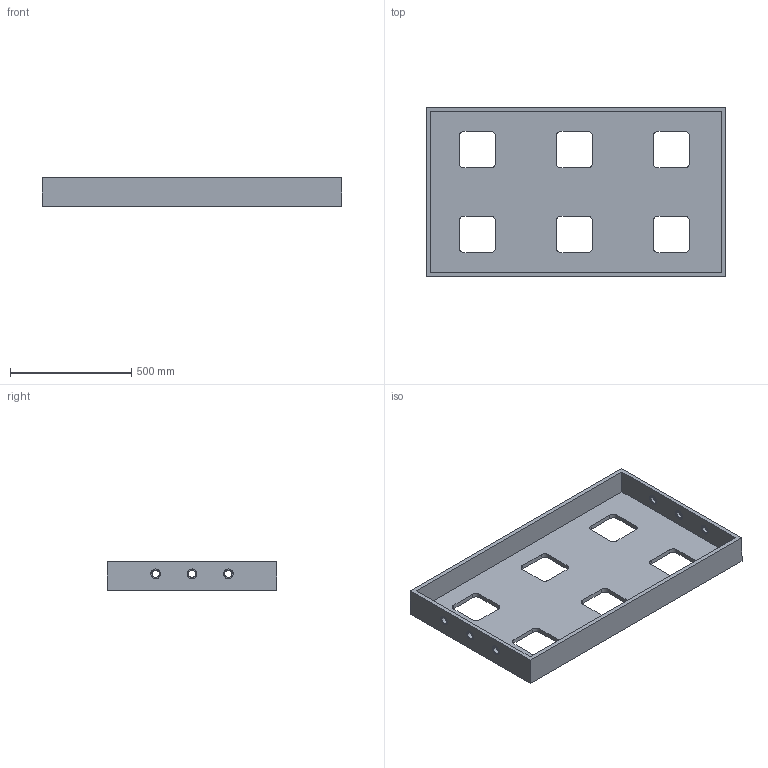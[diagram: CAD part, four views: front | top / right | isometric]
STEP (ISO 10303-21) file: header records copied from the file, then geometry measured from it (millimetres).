
FILE_DESCRIPTION (( 'STEP AP203' ), '1' );
FILE_NAME ('Base_Default_sldprt.STEP', '2019-11-05T21:24:35', ( '' ), ( '' ), 'SwSTEP 2.0', 'SolidWorks 2017', '' );
FILE_SCHEMA (( 'CONFIG_CONTROL_DESIGN' ));
Length unit declared in the file: millimetre
Products named in the file (1): Base_Default_sldprt
Bounding box: 1236 x 700 x 118 mm (x, y, z)
Volume: 19937147.7 mm3; surface area: 2359911.5 mm2
Topology: 1 solids, 1 shells, 143 faces, 348 edges, 232 vertices
Faces by surface type: cylinder 84, plane 59
Entity records: 4395 total; most frequent: DIRECTION 804, CARTESIAN_POINT 724, ORIENTED_EDGE 696, EDGE_CURVE 348, AXIS2_PLACEMENT_3D 312, VERTEX_POINT 232, EDGE_LOOP 192, LINE 180
